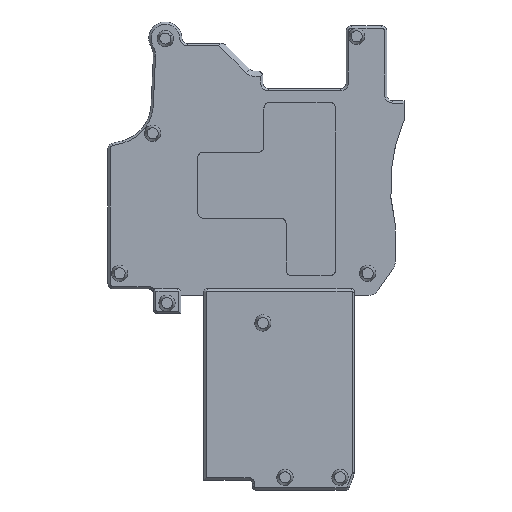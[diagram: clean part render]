
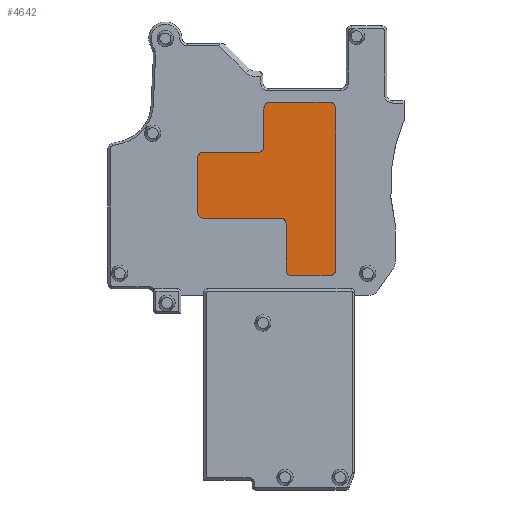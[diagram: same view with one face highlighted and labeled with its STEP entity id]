
A CAD part, left-side view. The second image highlights one B-rep face of the part: STEP entity #4642.
In plain terms, the highlighted planar face has unit normal (-1, 0, 0).
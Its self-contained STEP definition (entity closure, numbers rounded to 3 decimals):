
#3712=AXIS2_PLACEMENT_3D('Circle Axis2P3D',#3710,#3711,$) ;
#3760=AXIS2_PLACEMENT_3D('Circle Axis2P3D',#3758,#3759,$) ;
#3808=AXIS2_PLACEMENT_3D('Circle Axis2P3D',#3806,#3807,$) ;
#3856=AXIS2_PLACEMENT_3D('Circle Axis2P3D',#3854,#3855,$) ;
#3904=AXIS2_PLACEMENT_3D('Circle Axis2P3D',#3902,#3903,$) ;
#3952=AXIS2_PLACEMENT_3D('Circle Axis2P3D',#3950,#3951,$) ;
#4000=AXIS2_PLACEMENT_3D('Circle Axis2P3D',#3998,#3999,$) ;
#4048=AXIS2_PLACEMENT_3D('Circle Axis2P3D',#4046,#4047,$) ;
#4622=AXIS2_PLACEMENT_3D('Plane Axis2P3D',#4619,#4620,#4621) ;
#3707=CARTESIAN_POINT('Vertex',(2.1,18.2,24.65)) ;
#3710=CARTESIAN_POINT('Axis2P3D Location',(2.1,18.2,25.15)) ;
#3714=CARTESIAN_POINT('Vertex',(2.1,18.7,25.15)) ;
#3734=CARTESIAN_POINT('Line Origine',(2.1,18.7,27.65)) ;
#3738=CARTESIAN_POINT('Vertex',(2.1,18.7,30.15)) ;
#3758=CARTESIAN_POINT('Axis2P3D Location',(2.1,18.2,30.15)) ;
#3762=CARTESIAN_POINT('Vertex',(2.1,18.2,30.65)) ;
#3782=CARTESIAN_POINT('Line Origine',(2.1,15.7,30.65)) ;
#3786=CARTESIAN_POINT('Vertex',(2.1,13.2,30.65)) ;
#3806=CARTESIAN_POINT('Axis2P3D Location',(2.1,13.2,31.15)) ;
#3810=CARTESIAN_POINT('Vertex',(2.1,12.7,31.15)) ;
#3830=CARTESIAN_POINT('Line Origine',(2.1,12.7,32.9)) ;
#3834=CARTESIAN_POINT('Vertex',(2.1,12.7,34.65)) ;
#3854=CARTESIAN_POINT('Axis2P3D Location',(2.1,12.2,34.65)) ;
#3858=CARTESIAN_POINT('Vertex',(2.1,12.2,35.15)) ;
#3878=CARTESIAN_POINT('Line Origine',(2.1,9.45,35.15)) ;
#3882=CARTESIAN_POINT('Vertex',(2.1,6.7,35.15)) ;
#3902=CARTESIAN_POINT('Axis2P3D Location',(2.1,6.7,34.65)) ;
#3906=CARTESIAN_POINT('Vertex',(2.1,6.2,34.65)) ;
#3926=CARTESIAN_POINT('Line Origine',(2.1,6.2,27.3)) ;
#3930=CARTESIAN_POINT('Vertex',(2.1,6.2,19.95)) ;
#3950=CARTESIAN_POINT('Axis2P3D Location',(2.1,6.7,19.95)) ;
#3954=CARTESIAN_POINT('Vertex',(2.1,6.7,19.45)) ;
#3974=CARTESIAN_POINT('Line Origine',(2.1,8.45,19.45)) ;
#3978=CARTESIAN_POINT('Vertex',(2.1,10.2,19.45)) ;
#3998=CARTESIAN_POINT('Axis2P3D Location',(2.1,10.2,19.95)) ;
#4002=CARTESIAN_POINT('Vertex',(2.1,10.7,19.95)) ;
#4022=CARTESIAN_POINT('Line Origine',(2.1,10.7,22.05)) ;
#4026=CARTESIAN_POINT('Vertex',(2.1,10.7,24.15)) ;
#4046=CARTESIAN_POINT('Axis2P3D Location',(2.1,11.2,24.15)) ;
#4050=CARTESIAN_POINT('Vertex',(2.1,11.2,24.65)) ;
#4070=CARTESIAN_POINT('Line Origine',(2.1,14.7,24.65)) ;
#4619=CARTESIAN_POINT('Axis2P3D Location',(2.1,8.3,50.35)) ;
#3711=DIRECTION('Axis2P3D Direction',(1.,0.,-0.)) ;
#3735=DIRECTION('Vector Direction',(0.,0.,1.)) ;
#3759=DIRECTION('Axis2P3D Direction',(1.,0.,-0.)) ;
#3783=DIRECTION('Vector Direction',(0.,-1.,0.)) ;
#3807=DIRECTION('Axis2P3D Direction',(1.,0.,-0.)) ;
#3831=DIRECTION('Vector Direction',(0.,0.,1.)) ;
#3855=DIRECTION('Axis2P3D Direction',(1.,0.,-0.)) ;
#3879=DIRECTION('Vector Direction',(0.,-1.,0.)) ;
#3903=DIRECTION('Axis2P3D Direction',(1.,0.,-0.)) ;
#3927=DIRECTION('Vector Direction',(0.,0.,-1.)) ;
#3951=DIRECTION('Axis2P3D Direction',(1.,0.,-0.)) ;
#3975=DIRECTION('Vector Direction',(0.,1.,0.)) ;
#3999=DIRECTION('Axis2P3D Direction',(1.,0.,-0.)) ;
#4023=DIRECTION('Vector Direction',(0.,0.,1.)) ;
#4047=DIRECTION('Axis2P3D Direction',(1.,0.,-0.)) ;
#4071=DIRECTION('Vector Direction',(0.,1.,0.)) ;
#4620=DIRECTION('Axis2P3D Direction',(-1.,0.,-0.)) ;
#4621=DIRECTION('Axis2P3D XDirection',(0.,0.,-1.)) ;
#3736=VECTOR('Line Direction',#3735,1.) ;
#3784=VECTOR('Line Direction',#3783,1.) ;
#3832=VECTOR('Line Direction',#3831,1.) ;
#3880=VECTOR('Line Direction',#3879,1.) ;
#3928=VECTOR('Line Direction',#3927,1.) ;
#3976=VECTOR('Line Direction',#3975,1.) ;
#4024=VECTOR('Line Direction',#4023,1.) ;
#4072=VECTOR('Line Direction',#4071,1.) ;
#4625=ORIENTED_EDGE('',*,*,#3980,.F.) ;
#4626=ORIENTED_EDGE('',*,*,#3956,.F.) ;
#4627=ORIENTED_EDGE('',*,*,#3932,.F.) ;
#4628=ORIENTED_EDGE('',*,*,#3908,.F.) ;
#4629=ORIENTED_EDGE('',*,*,#3884,.F.) ;
#4630=ORIENTED_EDGE('',*,*,#3860,.F.) ;
#4631=ORIENTED_EDGE('',*,*,#3836,.F.) ;
#4632=ORIENTED_EDGE('',*,*,#3812,.T.) ;
#4633=ORIENTED_EDGE('',*,*,#3788,.F.) ;
#4634=ORIENTED_EDGE('',*,*,#3764,.F.) ;
#4635=ORIENTED_EDGE('',*,*,#3740,.F.) ;
#4636=ORIENTED_EDGE('',*,*,#3716,.F.) ;
#4637=ORIENTED_EDGE('',*,*,#4074,.F.) ;
#4638=ORIENTED_EDGE('',*,*,#4052,.T.) ;
#4639=ORIENTED_EDGE('',*,*,#4028,.F.) ;
#4640=ORIENTED_EDGE('',*,*,#4004,.F.) ;
#4642=ADVANCED_FACE('MCV_APG_6_MBB',(#4641),#4623,.T.) ;
#3713=CIRCLE('generated circle',#3712,0.5) ;
#3761=CIRCLE('generated circle',#3760,0.5) ;
#3809=CIRCLE('generated circle',#3808,0.5) ;
#3857=CIRCLE('generated circle',#3856,0.5) ;
#3905=CIRCLE('generated circle',#3904,0.5) ;
#3953=CIRCLE('generated circle',#3952,0.5) ;
#4001=CIRCLE('generated circle',#4000,0.5) ;
#4049=CIRCLE('generated circle',#4048,0.5) ;
#3716=EDGE_CURVE('',#3708,#3715,#3713,.T.) ;
#3740=EDGE_CURVE('',#3715,#3739,#3737,.T.) ;
#3764=EDGE_CURVE('',#3739,#3763,#3761,.T.) ;
#3788=EDGE_CURVE('',#3763,#3787,#3785,.T.) ;
#3812=EDGE_CURVE('',#3811,#3787,#3809,.T.) ;
#3836=EDGE_CURVE('',#3811,#3835,#3833,.T.) ;
#3860=EDGE_CURVE('',#3835,#3859,#3857,.T.) ;
#3884=EDGE_CURVE('',#3859,#3883,#3881,.T.) ;
#3908=EDGE_CURVE('',#3883,#3907,#3905,.T.) ;
#3932=EDGE_CURVE('',#3907,#3931,#3929,.T.) ;
#3956=EDGE_CURVE('',#3931,#3955,#3953,.T.) ;
#3980=EDGE_CURVE('',#3955,#3979,#3977,.T.) ;
#4004=EDGE_CURVE('',#3979,#4003,#4001,.T.) ;
#4028=EDGE_CURVE('',#4003,#4027,#4025,.T.) ;
#4052=EDGE_CURVE('',#4051,#4027,#4049,.T.) ;
#4074=EDGE_CURVE('',#4051,#3708,#4073,.T.) ;
#4624=EDGE_LOOP('',(#4625,#4626,#4627,#4628,#4629,#4630,#4631,#4632,#4633,#4634,#4635,#4636,#4637,#4638,#4639,#4640)) ;
#4641=FACE_OUTER_BOUND('',#4624,.T.) ;
#3737=LINE('Line',#3734,#3736) ;
#3785=LINE('Line',#3782,#3784) ;
#3833=LINE('Line',#3830,#3832) ;
#3881=LINE('Line',#3878,#3880) ;
#3929=LINE('Line',#3926,#3928) ;
#3977=LINE('Line',#3974,#3976) ;
#4025=LINE('Line',#4022,#4024) ;
#4073=LINE('Line',#4070,#4072) ;
#4623=PLANE('',#4622) ;
#3708=VERTEX_POINT('',#3707) ;
#3715=VERTEX_POINT('',#3714) ;
#3739=VERTEX_POINT('',#3738) ;
#3763=VERTEX_POINT('',#3762) ;
#3787=VERTEX_POINT('',#3786) ;
#3811=VERTEX_POINT('',#3810) ;
#3835=VERTEX_POINT('',#3834) ;
#3859=VERTEX_POINT('',#3858) ;
#3883=VERTEX_POINT('',#3882) ;
#3907=VERTEX_POINT('',#3906) ;
#3931=VERTEX_POINT('',#3930) ;
#3955=VERTEX_POINT('',#3954) ;
#3979=VERTEX_POINT('',#3978) ;
#4003=VERTEX_POINT('',#4002) ;
#4027=VERTEX_POINT('',#4026) ;
#4051=VERTEX_POINT('',#4050) ;
